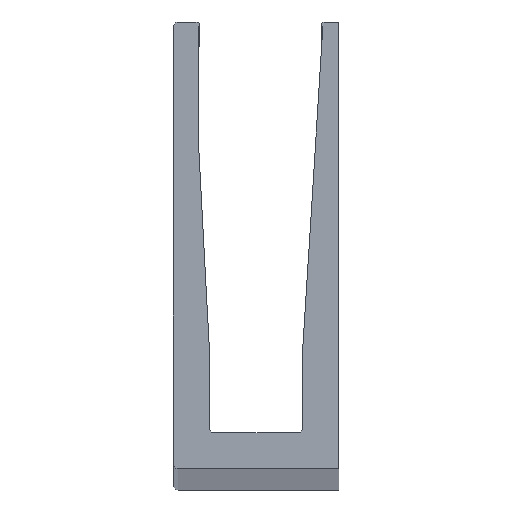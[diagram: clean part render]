
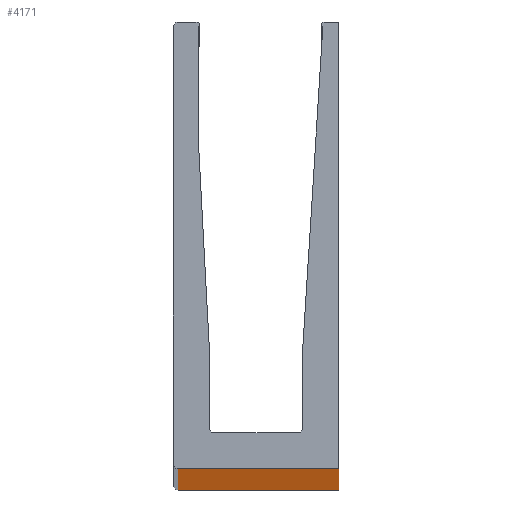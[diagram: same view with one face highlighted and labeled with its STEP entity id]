
A CAD part, top view. The second image highlights one B-rep face of the part: STEP entity #4171.
In plain terms, the highlighted planar face has unit normal (0, -1, 0).
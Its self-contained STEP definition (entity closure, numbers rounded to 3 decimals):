
#99 = ORIENTED_EDGE ( 'NONE', *, *, #10494, .F. ) ;
#577 = VERTEX_POINT ( 'NONE', #13565 ) ;
#1510 = EDGE_CURVE ( 'NONE', #577, #19124, #7049, .T. ) ;
#1618 = CARTESIAN_POINT ( 'NONE',  ( -19.3, 0., -1500. ) ) ;
#1756 = DIRECTION ( 'NONE',  ( 0., 0., -1. ) ) ;
#2139 = DIRECTION ( 'NONE',  ( 1., 0., 0. ) ) ;
#2164 = CARTESIAN_POINT ( 'NONE',  ( 20.5, 0., 1500. ) ) ;
#2224 = EDGE_CURVE ( 'NONE', #10855, #2756, #12946, .T. ) ;
#2756 = VERTEX_POINT ( 'NONE', #3944 ) ;
#2863 = VECTOR ( 'NONE', #1756, 1000. ) ;
#3003 = FACE_OUTER_BOUND ( 'NONE', #11276, .T. ) ;
#3472 = EDGE_CURVE ( 'NONE', #19124, #2756, #4280, .T. ) ;
#3622 = CARTESIAN_POINT ( 'NONE',  ( -19.3, 0., -1500. ) ) ;
#3876 = CARTESIAN_POINT ( 'NONE',  ( -19.3, 0., 1500. ) ) ;
#3944 = CARTESIAN_POINT ( 'NONE',  ( 20.5, 0., -1500. ) ) ;
#4171 = ADVANCED_FACE ( 'NONE', ( #3003 ), #7281, .F. ) ;
#4280 = LINE ( 'NONE', #1618, #10228 ) ;
#4757 = CARTESIAN_POINT ( 'NONE',  ( -19.3, 0., 1500. ) ) ;
#4812 = VECTOR ( 'NONE', #5427, 1000. ) ;
#5014 = DIRECTION ( 'NONE',  ( 1., 0., 0. ) ) ;
#5083 = ORIENTED_EDGE ( 'NONE', *, *, #1510, .T. ) ;
#5427 = DIRECTION ( 'NONE',  ( 0., 0., -1. ) ) ;
#5821 = DIRECTION ( 'NONE',  ( 0., 0., 1. ) ) ;
#7049 = LINE ( 'NONE', #4757, #2863 ) ;
#7162 = CARTESIAN_POINT ( 'NONE',  ( 20.5, 0., 1500. ) ) ;
#7281 = PLANE ( 'NONE',  #16086 ) ;
#8697 = ORIENTED_EDGE ( 'NONE', *, *, #3472, .T. ) ;
#8945 = DIRECTION ( 'NONE',  ( 0., 1., 0. ) ) ;
#10228 = VECTOR ( 'NONE', #5014, 1000. ) ;
#10494 = EDGE_CURVE ( 'NONE', #577, #10855, #19410, .T. ) ;
#10855 = VERTEX_POINT ( 'NONE', #7162 ) ;
#11276 = EDGE_LOOP ( 'NONE', ( #8697, #16668, #99, #5083 ) ) ;
#12946 = LINE ( 'NONE', #2164, #4812 ) ;
#13565 = CARTESIAN_POINT ( 'NONE',  ( -19.3, 0., 1500. ) ) ;
#14767 = VECTOR ( 'NONE', #2139, 1000. ) ;
#15287 = CARTESIAN_POINT ( 'NONE',  ( -19.3, 0., 1500. ) ) ;
#16086 = AXIS2_PLACEMENT_3D ( 'NONE', #15287, #8945, #5821 ) ;
#16668 = ORIENTED_EDGE ( 'NONE', *, *, #2224, .F. ) ;
#19124 = VERTEX_POINT ( 'NONE', #3622 ) ;
#19410 = LINE ( 'NONE', #3876, #14767 ) ;
